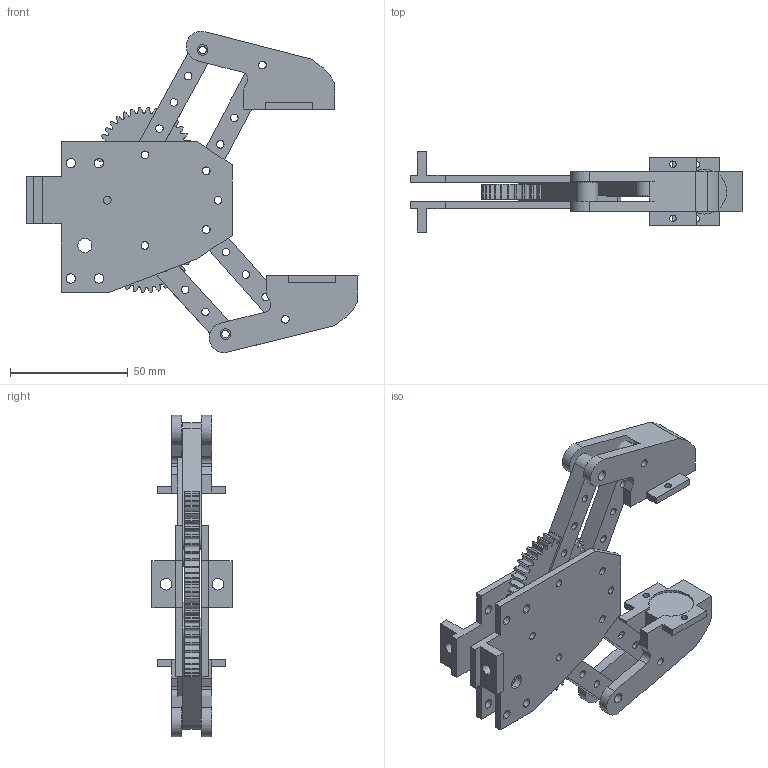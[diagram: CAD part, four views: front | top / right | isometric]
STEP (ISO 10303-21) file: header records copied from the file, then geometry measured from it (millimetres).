
FILE_DESCRIPTION (( 'STEP AP214' ), '1' );
FILE_NAME ('gripper.STEP', '2019-04-24T13:28:10', ( '' ), ( '' ), 'SwSTEP 2.0', 'SolidWorks 2018', '' );
FILE_SCHEMA (( 'AUTOMOTIVE_DESIGN' ));
Length unit declared in the file: millimetre
Products named in the file (6): Part2_GearTrax; gripper; Partx_2; Partx; part1; bar
Assembly tree (8 placements, depth 2):
  gripper
    bar  x2
    Partx_2
    part1  x2
    Part2_GearTrax  x2
    Partx
Bounding box: 140.94 x 34 x 136.38 mm (x, y, z)
Volume: 84360 mm3; surface area: 49355.8 mm2
Topology: 8 solids, 8 shells, 398 faces, 1146 edges, 764 vertices
Faces by surface type: cylinder 222, plane 106, bspline 70
Entity records: 16388 total; most frequent: CARTESIAN_POINT 9644, ORIENTED_EDGE 1380, DIRECTION 1322, EDGE_CURVE 690, AXIS2_PLACEMENT_3D 486, VERTEX_POINT 460, VECTOR 350, LINE 350
